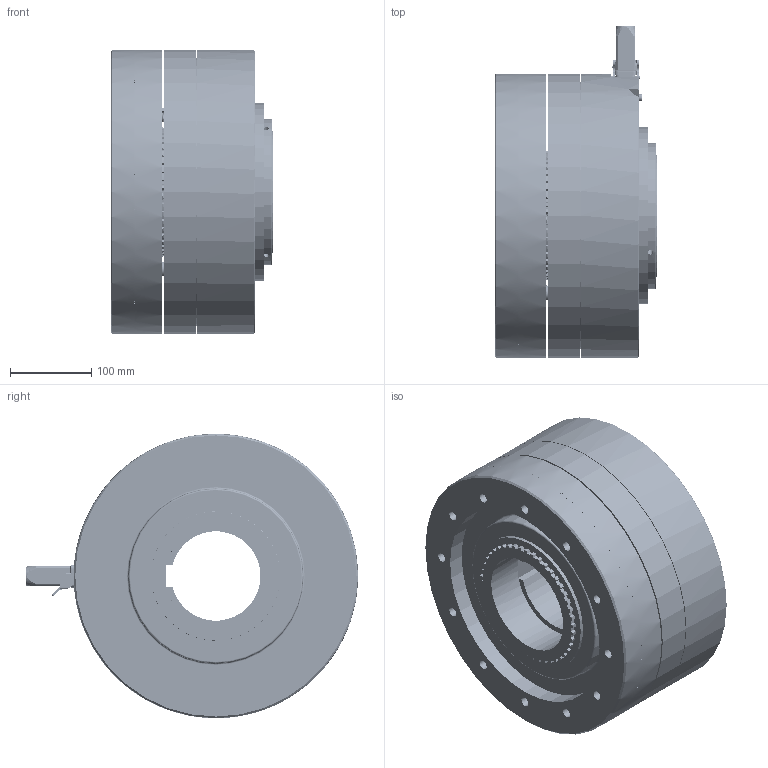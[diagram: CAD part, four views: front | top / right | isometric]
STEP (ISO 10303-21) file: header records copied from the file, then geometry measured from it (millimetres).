
FILE_DESCRIPTION(/* description */ (''),/* implementation_level */ '2;1');
FILE_NAME(/* name */ 'ESB-N320_Z.stp',/* time_stamp */ '2025-01-21T08:44:15+01:00',/* author */ ('nesvadba'),/* organization */ (''),/* preprocessor_version */ 'ST-DEVELOPER v20',/* originating_system */ 'Autodesk Inventor 2025',/* authorisation */ '');
FILE_SCHEMA (('AUTOMOTIVE_DESIGN { 1 0 10303 214 3 1 1 }'));
Products named in the file (1): 07_80_320_01 ESB-N320_Z@STEP
Bounding box: 200 x 408.57 x 350 mm (x, y, z)
Volume: 11889907.6 mm3; surface area: 1325392.5 mm2
Topology: 2 solids, 2 shells, 5614 faces, 19067 edges, 12661 vertices
Faces by surface type: plane 4023, cylinder 1410, cone 130, torus 29, bspline 22
Full cylindrical faces by diameter (mm): 0.35 x1, 0.491 x1, 0.95 x1, 1.05 x2, 3 x4, 3.2 x4, 3.95 x3, 4 x4, 4.2 x5, 4.4 x2, 5.5 x2, 6 x3, 6.2 x3, 6.3 x1, 6.647 x3, 7 x1, 7.3 x2, 7.8 x2, 7.9 x2, 8.5 x2, 9 x1, 10 x6, 11 x74, 11.835 x12, 12.5 x12, 16 x1, 20 x13, 125 x1, 150 x2, 153 x1
Entity records: 229793 total; most frequent: CARTESIAN_POINT 50721, DIRECTION 40143, ORIENTED_EDGE 38106, EDGE_CURVE 19053, AXIS2_PLACEMENT_3D 15648, VERTEX_POINT 12661, LINE 8847, VECTOR 8847
